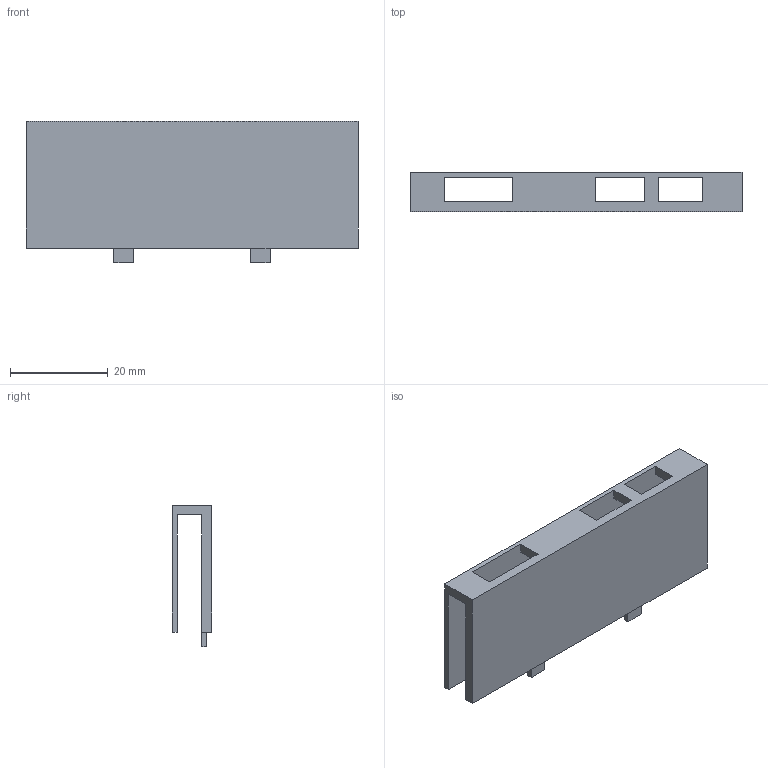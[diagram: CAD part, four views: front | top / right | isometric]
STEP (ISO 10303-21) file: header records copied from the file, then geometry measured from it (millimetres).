
FILE_DESCRIPTION (( 'STEP AP214' ), '1' );
FILE_NAME ('coque port.STEP', '2019-10-18T08:53:10', ( '' ), ( '' ), 'SwSTEP 2.0', 'SolidWorks 2017', '' );
FILE_SCHEMA (( 'AUTOMOTIVE_DESIGN' ));
Length unit declared in the file: millimetre
Products named in the file (1): coque port
Bounding box: 68 x 8 x 29 mm (x, y, z)
Volume: 5657.2 mm3; surface area: 7984.7 mm2
Topology: 1 solids, 1 shells, 27 faces, 84 edges, 56 vertices
Faces by surface type: plane 27
Entity records: 1261 total; most frequent: ORIENTED_EDGE 168, CARTESIAN_POINT 168, DIRECTION 140, VECTOR 84, EDGE_CURVE 84, LINE 84, VERTEX_POINT 56, EDGE_LOOP 30
